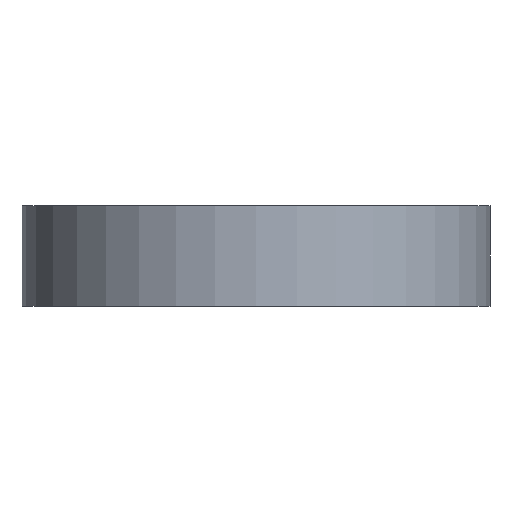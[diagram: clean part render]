
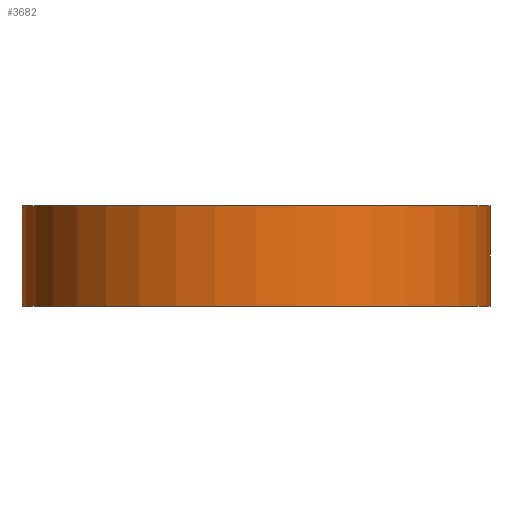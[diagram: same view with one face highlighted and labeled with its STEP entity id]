
A CAD part, front view. The second image highlights one B-rep face of the part: STEP entity #3682.
In plain terms, the highlighted cylindrical face has radius 27.834 mm (diameter 55.669 mm), a full revolution.
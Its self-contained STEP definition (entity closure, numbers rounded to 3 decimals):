
#30=LINE('',#9251,#32);
#32=VECTOR('',#4175,27.834);
#84=CYLINDRICAL_SURFACE('',#3857,27.834);
#88=CIRCLE('',#3706,27.834);
#189=CIRCLE('',#3858,27.834);
#399=FACE_OUTER_BOUND('',#604,.T.);
#604=EDGE_LOOP('',(#3121,#3122,#3123,#3124));
#1500=VERTEX_POINT('',#8999);
#1509=VERTEX_POINT('',#9250);
#2003=EDGE_CURVE('',#1500,#1500,#88,.T.);
#2114=EDGE_CURVE('',#1500,#1509,#30,.T.);
#2115=EDGE_CURVE('',#1509,#1509,#189,.T.);
#3121=ORIENTED_EDGE('',*,*,#2003,.T.);
#3122=ORIENTED_EDGE('',*,*,#2114,.T.);
#3123=ORIENTED_EDGE('',*,*,#2115,.F.);
#3124=ORIENTED_EDGE('',*,*,#2114,.F.);
#3682=ADVANCED_FACE('',(#399),#84,.T.);
#3706=AXIS2_PLACEMENT_3D('',#9000,#3871,#3872);
#3857=AXIS2_PLACEMENT_3D('',#9249,#4173,#4174);
#3858=AXIS2_PLACEMENT_3D('',#9252,#4176,#4177);
#3871=DIRECTION('center_axis',(0.,0.,-1.));
#3872=DIRECTION('ref_axis',(-1.,0.,0.));
#4173=DIRECTION('center_axis',(0.,0.,1.));
#4174=DIRECTION('ref_axis',(-1.,0.,0.));
#4175=DIRECTION('',(0.,0.,-1.));
#4176=DIRECTION('center_axis',(0.,0.,-1.));
#4177=DIRECTION('ref_axis',(-1.,0.,0.));
#8999=CARTESIAN_POINT('',(27.834,0.,12.));
#9000=CARTESIAN_POINT('Origin',(0.,0.,12.));
#9249=CARTESIAN_POINT('Origin',(0.,0.,0.));
#9250=CARTESIAN_POINT('',(27.834,0.,0.));
#9251=CARTESIAN_POINT('',(27.834,0.,0.));
#9252=CARTESIAN_POINT('Origin',(0.,0.,0.));
